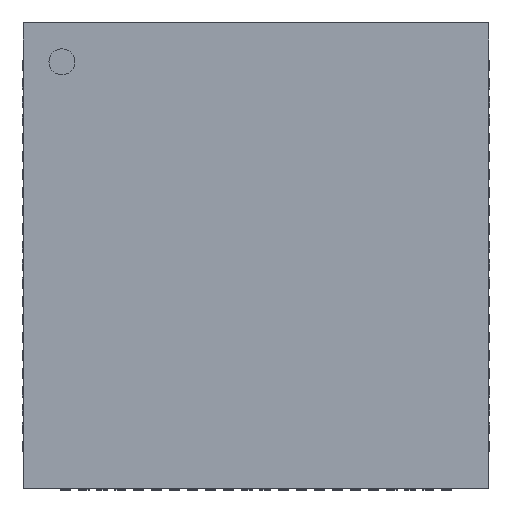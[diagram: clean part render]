
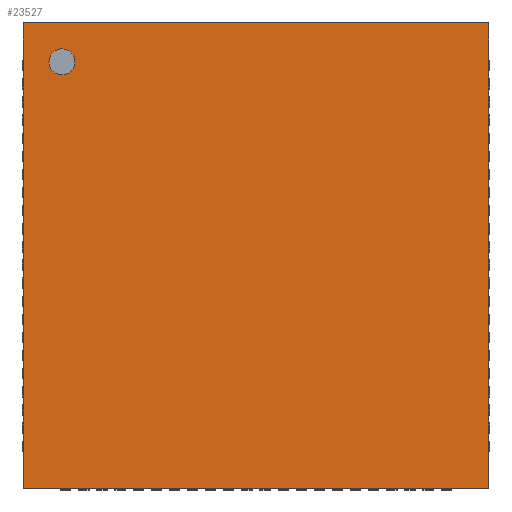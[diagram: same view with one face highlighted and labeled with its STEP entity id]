
A CAD part, top view. The second image highlights one B-rep face of the part: STEP entity #23527.
In plain terms, the highlighted planar face has unit normal (0, 0, 1).
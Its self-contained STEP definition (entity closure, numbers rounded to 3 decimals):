
#505 = CARTESIAN_POINT ( 'NONE',  ( 4.5, -4.5, 0.97 ) ) ;
#637 = PLANE ( 'NONE',  #11415 ) ;
#760 = ORIENTED_EDGE ( 'NONE', *, *, #19482, .T. ) ;
#848 = CARTESIAN_POINT ( 'NONE',  ( 4.5, -4.5, 0.97 ) ) ;
#1078 = DIRECTION ( 'NONE',  ( -1., 0., 0. ) ) ;
#1116 = VERTEX_POINT ( 'NONE', #9813 ) ;
#1453 = DIRECTION ( 'NONE',  ( 0., 0., 1. ) ) ;
#1607 = DIRECTION ( 'NONE',  ( -1., 0., 0. ) ) ;
#1944 = EDGE_CURVE ( 'NONE', #15949, #18311, #16255, .T. ) ;
#2182 = AXIS2_PLACEMENT_3D ( 'NONE', #22071, #1453, #14500 ) ;
#3883 = VECTOR ( 'NONE', #22485, 1000. ) ;
#5086 = DIRECTION ( 'NONE',  ( 0., 0., 1. ) ) ;
#5108 = VECTOR ( 'NONE', #1078, 1000. ) ;
#6276 = FACE_BOUND ( 'NONE', #20397, .T. ) ;
#6344 = CARTESIAN_POINT ( 'NONE',  ( -3.5, 3.75, 0.97 ) ) ;
#7308 = ORIENTED_EDGE ( 'NONE', *, *, #1944, .F. ) ;
#7336 = CARTESIAN_POINT ( 'NONE',  ( 0., 0., 0.97 ) ) ;
#7503 = CARTESIAN_POINT ( 'NONE',  ( 4.5, -4.5, 0.97 ) ) ;
#8317 = DIRECTION ( 'NONE',  ( 0., -1., 0. ) ) ;
#9813 = CARTESIAN_POINT ( 'NONE',  ( -4.5, 4.5, 0.97 ) ) ;
#10034 = EDGE_CURVE ( 'NONE', #1116, #16205, #23575, .T. ) ;
#10277 = FACE_OUTER_BOUND ( 'NONE', #19103, .T. ) ;
#11131 = VERTEX_POINT ( 'NONE', #13026 ) ;
#11182 = EDGE_CURVE ( 'NONE', #18311, #15949, #13072, .T. ) ;
#11389 = ORIENTED_EDGE ( 'NONE', *, *, #16635, .T. ) ;
#11415 = AXIS2_PLACEMENT_3D ( 'NONE', #7336, #18308, #1607 ) ;
#12507 = DIRECTION ( 'NONE',  ( 1., 0., 0. ) ) ;
#13026 = CARTESIAN_POINT ( 'NONE',  ( 4.5, 4.5, 0.97 ) ) ;
#13072 = CIRCLE ( 'NONE', #2182, 0.25 ) ;
#13176 = ORIENTED_EDGE ( 'NONE', *, *, #11182, .F. ) ;
#13497 = CARTESIAN_POINT ( 'NONE',  ( -4.5, -4.5, 0.97 ) ) ;
#13856 = ORIENTED_EDGE ( 'NONE', *, *, #15971, .T. ) ;
#13885 = CARTESIAN_POINT ( 'NONE',  ( 4.5, 4.5, 0.97 ) ) ;
#14500 = DIRECTION ( 'NONE',  ( 1., 0., 0. ) ) ;
#14927 = DIRECTION ( 'NONE',  ( 1., 0., 0. ) ) ;
#15949 = VERTEX_POINT ( 'NONE', #6344 ) ;
#15971 = EDGE_CURVE ( 'NONE', #11131, #1116, #19619, .T. ) ;
#16205 = VERTEX_POINT ( 'NONE', #13497 ) ;
#16255 = CIRCLE ( 'NONE', #18597, 0.25 ) ;
#16403 = CARTESIAN_POINT ( 'NONE',  ( -3.75, 3.75, 0.97 ) ) ;
#16635 = EDGE_CURVE ( 'NONE', #16205, #21192, #16762, .T. ) ;
#16762 = LINE ( 'NONE', #7503, #18629 ) ;
#16857 = ORIENTED_EDGE ( 'NONE', *, *, #10034, .T. ) ;
#17216 = LINE ( 'NONE', #505, #3883 ) ;
#18308 = DIRECTION ( 'NONE',  ( 0., 0., -1. ) ) ;
#18311 = VERTEX_POINT ( 'NONE', #22360 ) ;
#18597 = AXIS2_PLACEMENT_3D ( 'NONE', #16403, #5086, #12507 ) ;
#18629 = VECTOR ( 'NONE', #14927, 1000. ) ;
#19103 = EDGE_LOOP ( 'NONE', ( #13856, #16857, #11389, #760 ) ) ;
#19154 = VECTOR ( 'NONE', #8317, 1000. ) ;
#19482 = EDGE_CURVE ( 'NONE', #21192, #11131, #17216, .T. ) ;
#19619 = LINE ( 'NONE', #13885, #5108 ) ;
#20397 = EDGE_LOOP ( 'NONE', ( #7308, #13176 ) ) ;
#21192 = VERTEX_POINT ( 'NONE', #848 ) ;
#21507 = CARTESIAN_POINT ( 'NONE',  ( -4.5, -4.5, 0.97 ) ) ;
#22071 = CARTESIAN_POINT ( 'NONE',  ( -3.75, 3.75, 0.97 ) ) ;
#22360 = CARTESIAN_POINT ( 'NONE',  ( -4., 3.75, 0.97 ) ) ;
#22485 = DIRECTION ( 'NONE',  ( 0., 1., 0. ) ) ;
#23527 = ADVANCED_FACE ( 'NONE', ( #6276, #10277 ), #637, .F. ) ;
#23575 = LINE ( 'NONE', #21507, #19154 ) ;
